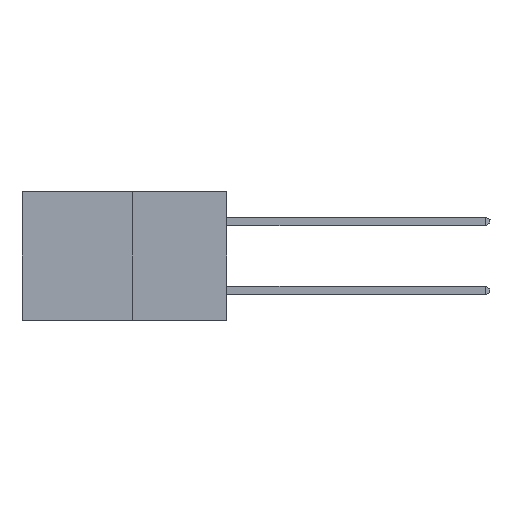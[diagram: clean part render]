
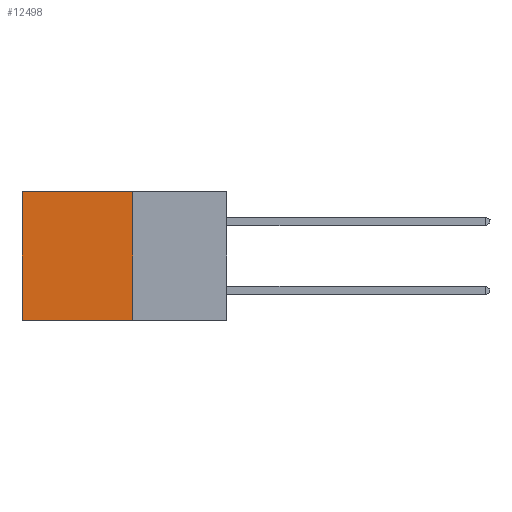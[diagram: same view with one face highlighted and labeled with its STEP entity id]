
A CAD part, left-side view. The second image highlights one B-rep face of the part: STEP entity #12498.
In plain terms, the highlighted planar face has unit normal (-1, 0, 0).
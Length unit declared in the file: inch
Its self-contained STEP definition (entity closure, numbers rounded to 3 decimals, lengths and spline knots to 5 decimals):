
#229 = CARTESIAN_POINT ( 'NONE',  ( 0.277, 0.59, -0.37 ) ) ;
#370 = DIRECTION ( 'NONE',  ( 0., 0., -1. ) ) ;
#451 = LINE ( 'NONE', #11928, #16527 ) ;
#1059 = DIRECTION ( 'NONE',  ( 0., 0., -1. ) ) ;
#1082 = DIRECTION ( 'NONE',  ( 1., 0., 0. ) ) ;
#1107 = PLANE ( 'NONE',  #9292 ) ;
#1112 = CARTESIAN_POINT ( 'NONE',  ( 0.277, 0.27, -0.37 ) ) ;
#1196 = VERTEX_POINT ( 'NONE', #12299 ) ;
#2346 = ORIENTED_EDGE ( 'NONE', *, *, #4193, .T. ) ;
#2995 = CARTESIAN_POINT ( 'NONE',  ( 0.277, 0.27, -0.37 ) ) ;
#4193 = EDGE_CURVE ( 'NONE', #1196, #17657, #4811, .T. ) ;
#4458 = CARTESIAN_POINT ( 'NONE',  ( 0.277, 0.27, 0. ) ) ;
#4553 = LINE ( 'NONE', #18924, #8171 ) ;
#4811 = LINE ( 'NONE', #229, #8411 ) ;
#6706 = ORIENTED_EDGE ( 'NONE', *, *, #19020, .F. ) ;
#8171 = VECTOR ( 'NONE', #14432, 39.37008 ) ;
#8182 = CARTESIAN_POINT ( 'NONE',  ( 0.277, 0.27, -0.37 ) ) ;
#8411 = VECTOR ( 'NONE', #370, 39.37008 ) ;
#8579 = FACE_OUTER_BOUND ( 'NONE', #19293, .T. ) ;
#9026 = EDGE_CURVE ( 'NONE', #12992, #1196, #451, .T. ) ;
#9292 = AXIS2_PLACEMENT_3D ( 'NONE', #1112, #1082, #1059 ) ;
#10599 = CARTESIAN_POINT ( 'NONE',  ( 0.277, 0.59, -0.37 ) ) ;
#10850 = LINE ( 'NONE', #2995, #15492 ) ;
#11096 = DIRECTION ( 'NONE',  ( 0., 1., 0. ) ) ;
#11928 = CARTESIAN_POINT ( 'NONE',  ( 0.277, 0.27, 0. ) ) ;
#12299 = CARTESIAN_POINT ( 'NONE',  ( 0.277, 0.59, 0. ) ) ;
#12498 = ADVANCED_FACE ( 'NONE', ( #8579 ), #1107, .F. ) ;
#12992 = VERTEX_POINT ( 'NONE', #4458 ) ;
#13935 = DIRECTION ( 'NONE',  ( 0., 0., -1. ) ) ;
#14312 = ORIENTED_EDGE ( 'NONE', *, *, #9026, .T. ) ;
#14432 = DIRECTION ( 'NONE',  ( 0., 1., 0. ) ) ;
#15492 = VECTOR ( 'NONE', #13935, 39.37008 ) ;
#16527 = VECTOR ( 'NONE', #11096, 39.37008 ) ;
#17083 = VERTEX_POINT ( 'NONE', #8182 ) ;
#17657 = VERTEX_POINT ( 'NONE', #10599 ) ;
#18343 = ORIENTED_EDGE ( 'NONE', *, *, #18563, .F. ) ;
#18563 = EDGE_CURVE ( 'NONE', #17083, #17657, #4553, .T. ) ;
#18924 = CARTESIAN_POINT ( 'NONE',  ( 0.277, 0.27, -0.37 ) ) ;
#19020 = EDGE_CURVE ( 'NONE', #12992, #17083, #10850, .T. ) ;
#19293 = EDGE_LOOP ( 'NONE', ( #2346, #18343, #6706, #14312 ) ) ;
